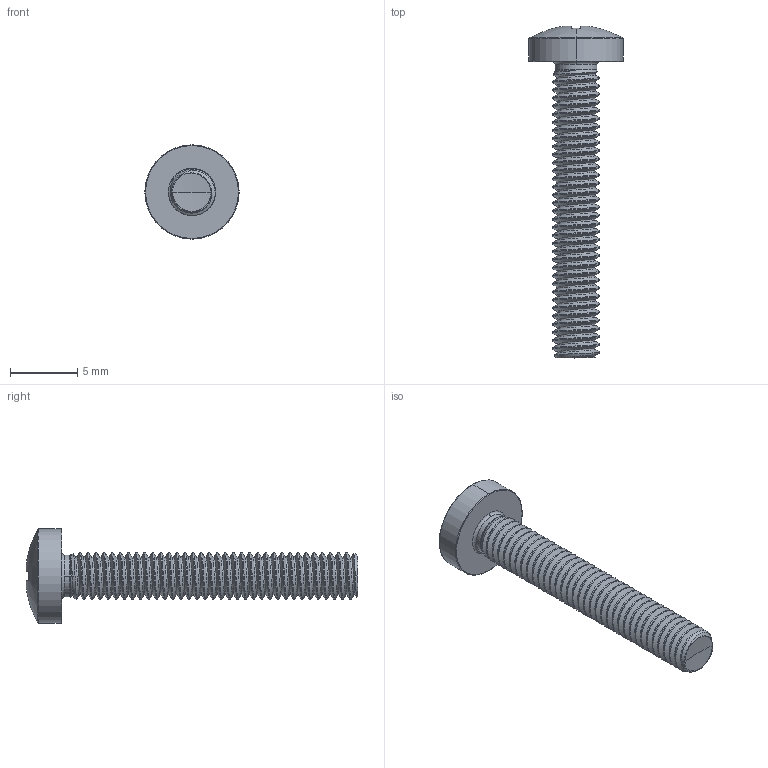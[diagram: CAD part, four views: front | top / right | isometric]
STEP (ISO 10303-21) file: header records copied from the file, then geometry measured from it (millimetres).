
FILE_DESCRIPTION (( 'STEP AP203' ), '1' );
FILE_NAME ('STM320350220.STEP', '2020-12-24T15:26:15', ( '' ), ( '' ), 'SwSTEP 2.0', 'SolidWorks 2015', '' );
FILE_SCHEMA (( 'CONFIG_CONTROL_DESIGN' ));
Products named in the file (2): STM320350220
Bounding box: 7 x 24.66 x 7 mm (x, y, z)
Volume: 249.5 mm3; surface area: 488.3 mm2
Topology: 1 solids, 1 shells, 233 faces, 571 edges, 339 vertices
Faces by surface type: cylinder 94, bspline 46, torus 34, sphere 28, plane 22, cone 9
Entity records: 33926 total; most frequent: CARTESIAN_POINT 28996, ORIENTED_EDGE 1138, DIRECTION 899, EDGE_CURVE 569, AXIS2_PLACEMENT_3D 389, VERTEX_POINT 339, EDGE_LOOP 234, FACE_OUTER_BOUND 233
